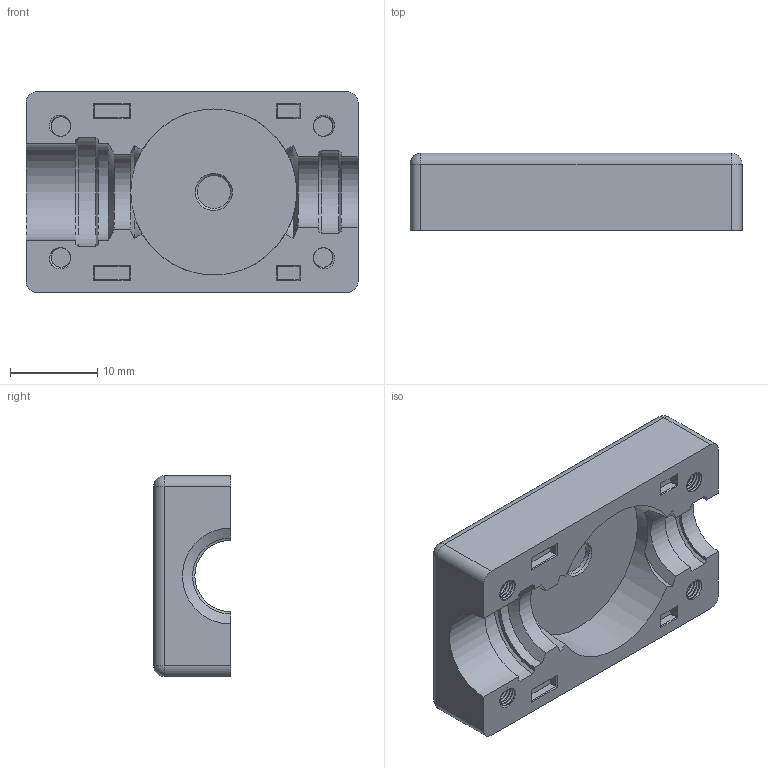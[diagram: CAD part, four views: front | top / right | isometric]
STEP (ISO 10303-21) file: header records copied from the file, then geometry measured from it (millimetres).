
FILE_DESCRIPTION(/* description */ ('','CAx-IF Rec.Pracs.---Representation and Presentation of Product Manufacturing Information (PMI)---4.0---2014-10-13'),/* implementation_level */ '2;1');
FILE_NAME(/* name */ 'Case B.step',/* time_stamp */ '2025-03-23T17:58:23-07:00',/* author */ (''),/* organization */ (''),/* preprocessor_version */ 'ST-DEVELOPER v20',/* originating_system */ 'Autodesk Translation Framework v13.20.0.188',/* authorisation */ '');
FILE_SCHEMA (('AP242_MANAGED_MODEL_BASED_3D_ENGINEERING_MIM_LF { 1 0 10303 442 1 1 4 }'));
Length unit declared in the file: millimetre
Products named in the file (1): Case B
Bounding box: 38.1 x 8.85 x 23.05 mm (x, y, z)
Volume: 5018.7 mm3; surface area: 3542.1 mm2
Topology: 1 solids, 1 shells, 246 faces, 675 edges, 436 vertices
Faces by surface type: cylinder 163, plane 57, cone 12, bspline 10, sphere 4
Full cylindrical faces by diameter (mm): 2.25 x66, 2.683 x64, 3.8 x1, 19.05 x1
Entity records: 27704 total; most frequent: CARTESIAN_POINT 22201, ORIENTED_EDGE 1342, DIRECTION 879, EDGE_CURVE 671, VERTEX_POINT 436, AXIS2_PLACEMENT_3D 296, LINE 287, VECTOR 287
